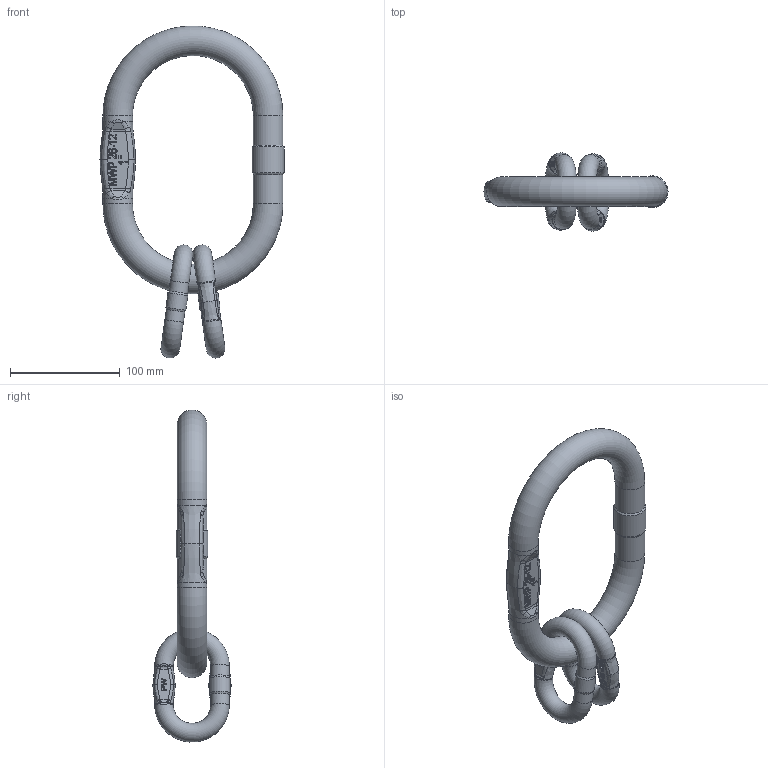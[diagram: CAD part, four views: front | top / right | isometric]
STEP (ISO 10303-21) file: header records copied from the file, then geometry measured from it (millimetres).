
FILE_DESCRIPTION(/* description */ (''),/* implementation_level */ '2;1');
FILE_NAME(/* name */ 'VLWP_2-10 Kundenmodell.stp',/* time_stamp */ '2022-08-25T17:12:56+02:00',/* author */ (''),/* organization */ (''),/* preprocessor_version */ 'ST-DEVELOPER v16',/* originating_system */ 'SIEMENS PLM Software NX 11.0',/* authorisation */ '');
FILE_SCHEMA (('AUTOMOTIVE_DESIGN { 1 0 10303 214 3 1 1 1 }'));
Length unit declared in the file: millimetre
Products named in the file (1): baf06442CD45u4p
Bounding box: 167.7 x 71.37 x 302.43 mm (x, y, z)
Volume: 446284.9 mm3; surface area: 76085.1 mm2
Topology: 3 solids, 3 shells, 499 faces, 1255 edges, 798 vertices
Faces by surface type: plane 231, bspline 113, extrusion 112, cylinder 31, torus 6, cone 6
Full cylindrical faces by diameter (mm): 17 x4, 18.275 x2, 27 x4, 29 x1
Entity records: 21944 total; most frequent: CARTESIAN_POINT 11702, ORIENTED_EDGE 2444, DIRECTION 1390, EDGE_CURVE 1222, VERTEX_POINT 788, B_SPLINE_CURVE_WITH_KNOTS 738, VECTOR 576, EDGE_LOOP 564
